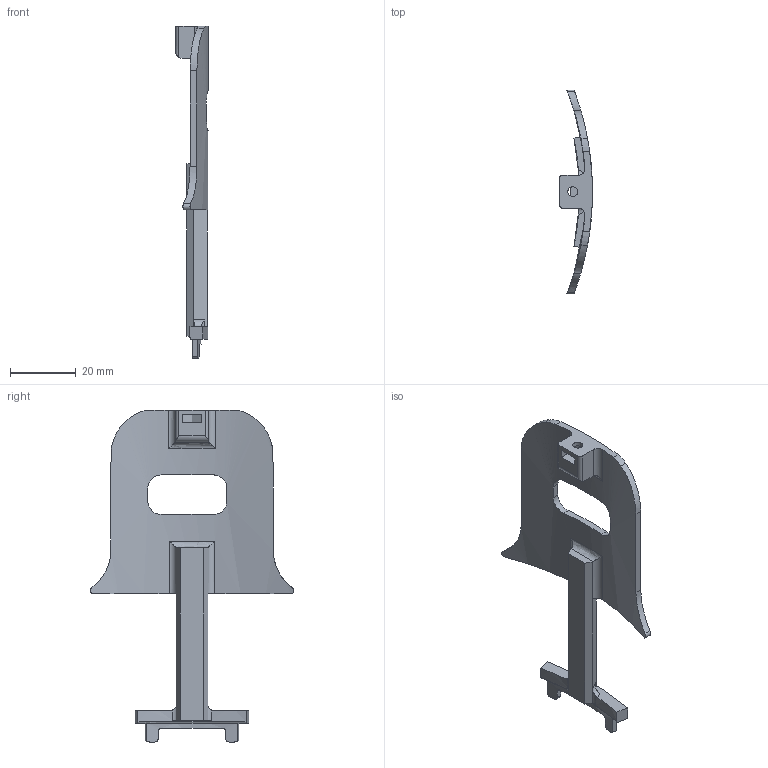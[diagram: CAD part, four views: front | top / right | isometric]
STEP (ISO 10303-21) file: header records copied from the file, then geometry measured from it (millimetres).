
FILE_DESCRIPTION(/* description */ (''),/* implementation_level */ '2;1');
FILE_NAME(/* name */ 'tampa_nut_ipt_128ff48a.STEP',/* time_stamp */ '2022-09-22T00:19:21-03:00',/* author */ ('victo'),/* organization */ (''),/* preprocessor_version */ 'ST-DEVELOPER v18.1',/* originating_system */ 'Autodesk Inventor 2021',/* authorisation */ '');
FILE_SCHEMA (('AUTOMOTIVE_DESIGN { 1 0 10303 214 3 1 1 }'));
Length unit declared in the file: millimetre
Products named in the file (1): tampa_nut
Bounding box: 9.99 x 61.85 x 100.75 mm (x, y, z)
Volume: 8589 mm3; surface area: 7735 mm2
Topology: 1 solids, 1 shells, 81 faces, 234 edges, 156 vertices
Faces by surface type: cylinder 41, plane 37, torus 3
Full cylindrical faces by diameter (mm): 3 x2
Entity records: 3151 total; most frequent: CARTESIAN_POINT 942, ORIENTED_EDGE 468, DIRECTION 394, EDGE_CURVE 234, VERTEX_POINT 156, AXIS2_PLACEMENT_3D 138, LINE 118, VECTOR 118
